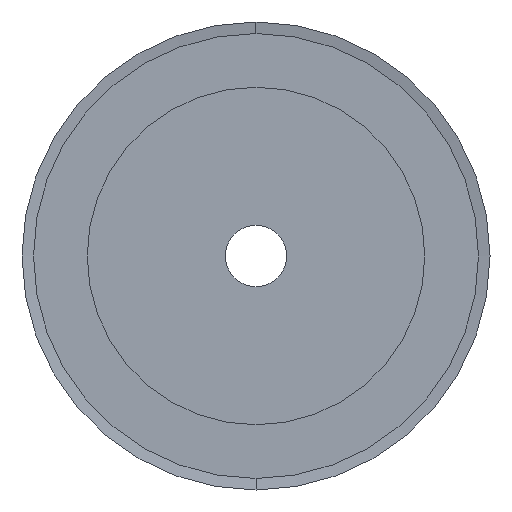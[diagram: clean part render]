
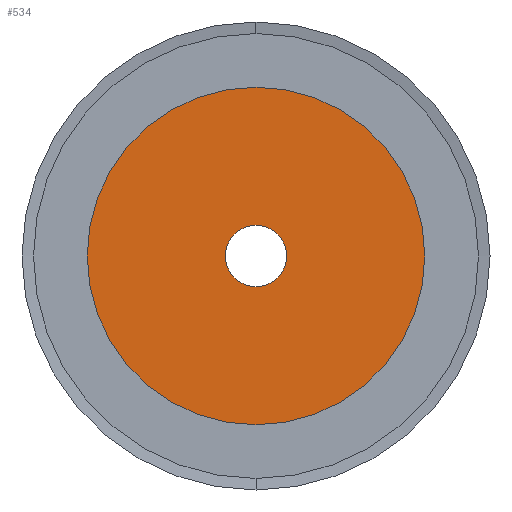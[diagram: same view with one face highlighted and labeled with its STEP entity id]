
A CAD part, left-side view. The second image highlights one B-rep face of the part: STEP entity #534.
In plain terms, the highlighted planar face has unit normal (-1, 0, 0).
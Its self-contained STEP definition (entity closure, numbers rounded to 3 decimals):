
#534=ADVANCED_FACE('',(#1068,#1069),#1070,.T.);
#1068=FACE_OUTER_BOUND('',#1596,.T.);
#1069=FACE_BOUND('',#1597,.T.);
#1070=PLANE('',#1598);
#1596=EDGE_LOOP('',(#3242,#3243));
#1597=EDGE_LOOP('',(#3244,#3245));
#1598=AXIS2_PLACEMENT_3D('',#3246,#3247,#3248);
#3242=ORIENTED_EDGE('',*,*,#3275,.F.);
#3243=ORIENTED_EDGE('',*,*,#3903,.F.);
#3244=ORIENTED_EDGE('',*,*,#3262,.T.);
#3245=ORIENTED_EDGE('',*,*,#3909,.T.);
#3246=CARTESIAN_POINT('',(-30.0,0.0,-10.0));
#3247=DIRECTION('',(-1.0,0.0,0.0));
#3248=DIRECTION('',(0.0,0.0,1.0));
#3262=EDGE_CURVE('',#3916,#3920,#3922,.T.);
#3275=EDGE_CURVE('',#3940,#3943,#3944,.T.);
#3903=EDGE_CURVE('',#3943,#3940,#4879,.T.);
#3909=EDGE_CURVE('',#3920,#3916,#4885,.T.);
#3916=VERTEX_POINT('',#4892);
#3920=VERTEX_POINT('',#4897);
#3922=CIRCLE('',#4900,4.0);
#3940=VERTEX_POINT('',#4922);
#3943=VERTEX_POINT('',#4926);
#3944=CIRCLE('',#4927,22.0);
#4879=CIRCLE('',#6091,22.0);
#4885=CIRCLE('',#6097,4.0);
#4892=CARTESIAN_POINT('',(-30.0,0.0,-4.0));
#4897=CARTESIAN_POINT('',(-30.0,0.,4.0));
#4900=AXIS2_PLACEMENT_3D('',#6107,#6108,#6109);
#4922=CARTESIAN_POINT('',(-30.0,0.0,-22.0));
#4926=CARTESIAN_POINT('',(-30.0,0.,22.0));
#4927=AXIS2_PLACEMENT_3D('',#6127,#6128,#6129);
#6091=AXIS2_PLACEMENT_3D('',#7070,#7071,#7072);
#6097=AXIS2_PLACEMENT_3D('',#7076,#7077,#7078);
#6107=CARTESIAN_POINT('',(-30.0,0.0,0.0));
#6108=DIRECTION('',(1.0,-0.0,0.0));
#6109=DIRECTION('',(0.0,0.0,-1.0));
#6127=CARTESIAN_POINT('',(-30.0,0.0,0.0));
#6128=DIRECTION('',(1.0,0.0,0.0));
#6129=DIRECTION('',(0.0,0.0,-1.0));
#7070=CARTESIAN_POINT('',(-30.0,0.0,0.0));
#7071=DIRECTION('',(1.0,0.0,0.0));
#7072=DIRECTION('',(0.0,0.0,-1.0));
#7076=CARTESIAN_POINT('',(-30.0,0.0,0.0));
#7077=DIRECTION('',(1.0,-0.0,0.0));
#7078=DIRECTION('',(0.0,0.0,-1.0));
